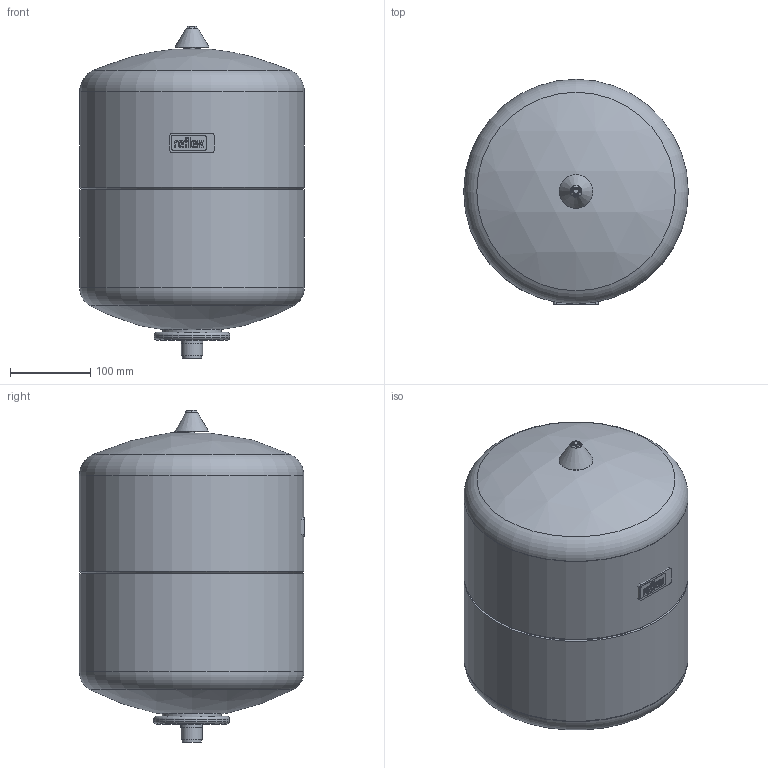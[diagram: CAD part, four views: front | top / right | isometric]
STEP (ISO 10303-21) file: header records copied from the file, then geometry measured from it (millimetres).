
FILE_DESCRIPTION(/* description */ (''),/* implementation_level */ '2;1');
FILE_NAME(/* name */ '3d_ReflexNGV18_6bar-8271018.stp',/* time_stamp */ '2024-02-12T11:05:40+01:00',/* author */ ('Andrzej'),/* organization */ (''),/* preprocessor_version */ 'ST-DEVELOPER v16.13',/* originating_system */ 'AutoCAD Mechanical',/* authorisation */ '');
FILE_SCHEMA (('AUTOMOTIVE_DESIGN { 1 0 10303 214 3 1 1 }'));
Length unit declared in the file: millimetre
Products named in the file (1): Product
Bounding box: 280 x 280.98 x 414 mm (x, y, z)
Volume: 19469959.9 mm3; surface area: 664008.6 mm2
Topology: 14 solids, 14 shells, 260 faces, 623 edges, 410 vertices
Faces by surface type: plane 129, cylinder 105, torus 19, cone 4, sphere 2, bspline 1
Full cylindrical faces by diameter (mm): 7 x2, 12.5 x2, 16.679 x1, 21.7 x1, 23.5 x1, 23.8 x1, 26.4 x1, 26.9 x1, 70.5 x1, 73.5 x1, 84.5 x1, 91.5 x1, 94.5 x1, 280 x4
Entity records: 7632 total; most frequent: CARTESIAN_POINT 1503, DIRECTION 1318, ORIENTED_EDGE 1156, EDGE_CURVE 578, AXIS2_PLACEMENT_3D 493, VERTEX_POINT 407, LINE 332, VECTOR 332
